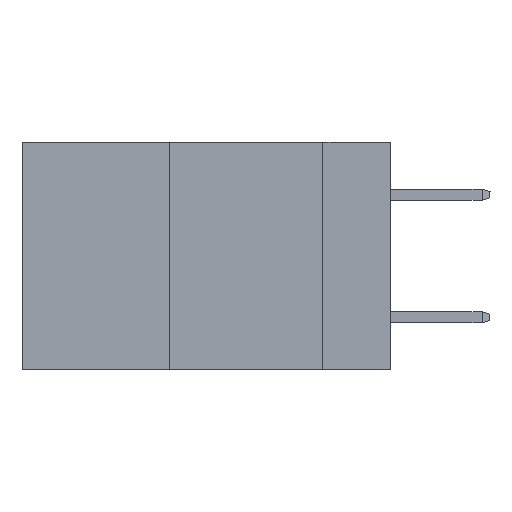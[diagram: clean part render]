
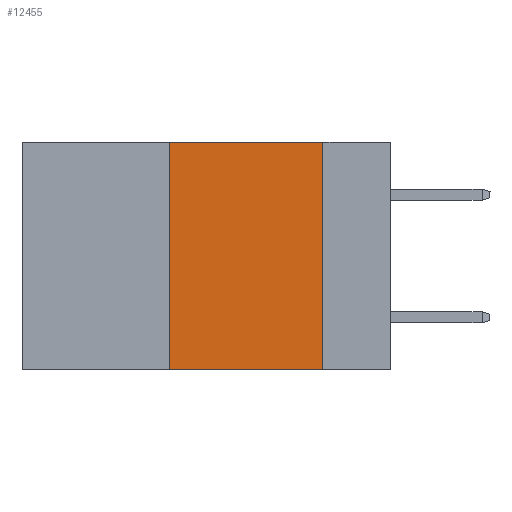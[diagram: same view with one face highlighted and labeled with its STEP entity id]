
A CAD part, left-side view. The second image highlights one B-rep face of the part: STEP entity #12455.
In plain terms, the highlighted planar face has unit normal (-1, 0, 0).
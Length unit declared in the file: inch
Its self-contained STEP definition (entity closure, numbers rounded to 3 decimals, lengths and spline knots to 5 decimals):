
#100 = EDGE_CURVE ( 'NONE', #19740, #8476, #19675, .T. ) ;
#126 = ORIENTED_EDGE ( 'NONE', *, *, #16870, .T. ) ;
#573 = VERTEX_POINT ( 'NONE', #8887 ) ;
#1120 = DIRECTION ( 'NONE',  ( 1., 0., 0. ) ) ;
#2232 = FACE_OUTER_BOUND ( 'NONE', #4988, .T. ) ;
#2561 = VECTOR ( 'NONE', #20158, 39.37008 ) ;
#4591 = DIRECTION ( 'NONE',  ( 0., 0., -1. ) ) ;
#4687 = CARTESIAN_POINT ( 'NONE',  ( 0., 0.11, -0.37 ) ) ;
#4751 = DIRECTION ( 'NONE',  ( 0., -1., 0. ) ) ;
#4988 = EDGE_LOOP ( 'NONE', ( #9394, #12772, #14493, #126 ) ) ;
#5020 = CARTESIAN_POINT ( 'NONE',  ( 0., 0.11, 0. ) ) ;
#8381 = LINE ( 'NONE', #12575, #2561 ) ;
#8476 = VERTEX_POINT ( 'NONE', #19414 ) ;
#8563 = CARTESIAN_POINT ( 'NONE',  ( 0., 0.6, 0. ) ) ;
#8887 = CARTESIAN_POINT ( 'NONE',  ( 0., 0.36, -0.37 ) ) ;
#9394 = ORIENTED_EDGE ( 'NONE', *, *, #22107, .F. ) ;
#12455 = ADVANCED_FACE ( 'NONE', ( #2232 ), #18637, .F. ) ;
#12575 = CARTESIAN_POINT ( 'NONE',  ( 0., 0.6, -0.37 ) ) ;
#12772 = ORIENTED_EDGE ( 'NONE', *, *, #100, .F. ) ;
#12807 = VECTOR ( 'NONE', #20882, 39.37008 ) ;
#13700 = CARTESIAN_POINT ( 'NONE',  ( 0., 0.36, 0. ) ) ;
#14493 = ORIENTED_EDGE ( 'NONE', *, *, #21583, .F. ) ;
#14736 = DIRECTION ( 'NONE',  ( 0., 0., -1. ) ) ;
#15428 = LINE ( 'NONE', #18676, #12807 ) ;
#16291 = LINE ( 'NONE', #5020, #20372 ) ;
#16707 = VECTOR ( 'NONE', #4751, 39.37008 ) ;
#16870 = EDGE_CURVE ( 'NONE', #573, #17059, #8381, .T. ) ;
#17059 = VERTEX_POINT ( 'NONE', #4687 ) ;
#18637 = PLANE ( 'NONE',  #22233 ) ;
#18676 = CARTESIAN_POINT ( 'NONE',  ( 0., 0.36, 0. ) ) ;
#18713 = CARTESIAN_POINT ( 'NONE',  ( 0., 0.6, 0. ) ) ;
#19414 = CARTESIAN_POINT ( 'NONE',  ( 0., 0.11, 0. ) ) ;
#19675 = LINE ( 'NONE', #8563, #16707 ) ;
#19740 = VERTEX_POINT ( 'NONE', #13700 ) ;
#20158 = DIRECTION ( 'NONE',  ( 0., -1., 0. ) ) ;
#20372 = VECTOR ( 'NONE', #14736, 39.37008 ) ;
#20882 = DIRECTION ( 'NONE',  ( 0., 0., 1. ) ) ;
#21583 = EDGE_CURVE ( 'NONE', #573, #19740, #15428, .T. ) ;
#22107 = EDGE_CURVE ( 'NONE', #8476, #17059, #16291, .T. ) ;
#22233 = AXIS2_PLACEMENT_3D ( 'NONE', #18713, #1120, #4591 ) ;
